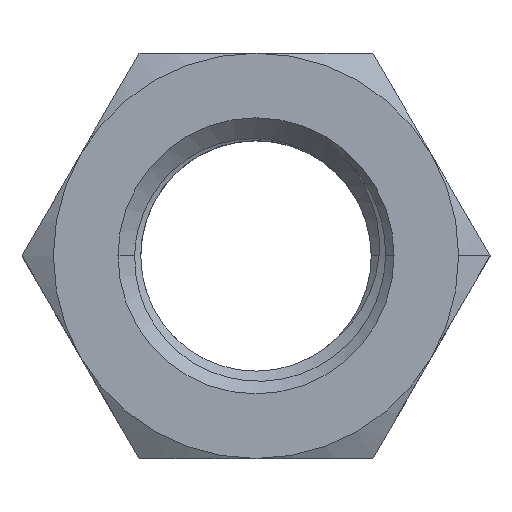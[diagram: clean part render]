
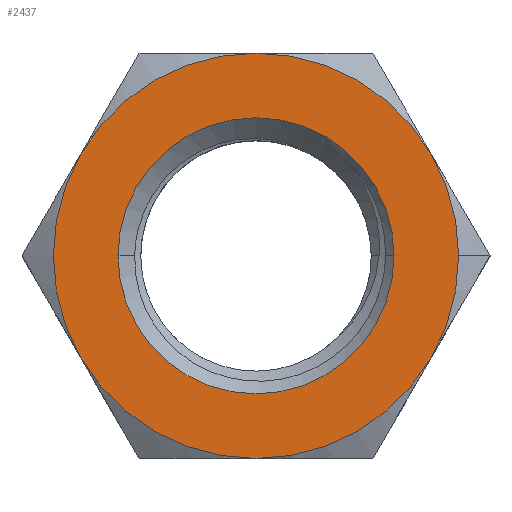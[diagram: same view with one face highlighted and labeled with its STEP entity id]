
A CAD part, top view. The second image highlights one B-rep face of the part: STEP entity #2437.
In plain terms, the highlighted planar face has unit normal (0, 0, 1).
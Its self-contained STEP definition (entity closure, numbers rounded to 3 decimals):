
#33 = DIRECTION ( 'NONE',  ( 0., 0., 1. ) ) ;
#79 = EDGE_CURVE ( 'NONE', #94, #517, #1654, .T. ) ;
#94 = VERTEX_POINT ( 'NONE', #581 ) ;
#105 = AXIS2_PLACEMENT_3D ( 'NONE', #2278, #2857, #1182 ) ;
#151 = CIRCLE ( 'NONE', #3042, 27.25 ) ;
#222 = EDGE_CURVE ( 'NONE', #584, #1397, #3196, .T. ) ;
#247 = ORIENTED_EDGE ( 'NONE', *, *, #222, .T. ) ;
#271 = PLANE ( 'NONE',  #694 ) ;
#288 = CIRCLE ( 'NONE', #1695, 27.25 ) ;
#300 = CARTESIAN_POINT ( 'NONE',  ( 0., 0., 42. ) ) ;
#381 = VERTEX_POINT ( 'NONE', #2758 ) ;
#457 = EDGE_CURVE ( 'NONE', #1397, #702, #932, .T. ) ;
#484 = EDGE_CURVE ( 'NONE', #381, #3057, #288, .T. ) ;
#517 = VERTEX_POINT ( 'NONE', #1800 ) ;
#580 = CARTESIAN_POINT ( 'NONE',  ( 40., 0., 42. ) ) ;
#581 = CARTESIAN_POINT ( 'NONE',  ( -34.641, -20., 42. ) ) ;
#584 = VERTEX_POINT ( 'NONE', #580 ) ;
#694 = AXIS2_PLACEMENT_3D ( 'NONE', #2506, #2265, #784 ) ;
#702 = VERTEX_POINT ( 'NONE', #2547 ) ;
#704 = DIRECTION ( 'NONE',  ( 1., 0., 0. ) ) ;
#746 = CIRCLE ( 'NONE', #1710, 40. ) ;
#781 = DIRECTION ( 'NONE',  ( 1., 0., 0. ) ) ;
#782 = ORIENTED_EDGE ( 'NONE', *, *, #909, .T. ) ;
#784 = DIRECTION ( 'NONE',  ( 1., 0., 0. ) ) ;
#869 = DIRECTION ( 'NONE',  ( 0., 0., 1. ) ) ;
#909 = EDGE_CURVE ( 'NONE', #3057, #381, #151, .T. ) ;
#932 = CIRCLE ( 'NONE', #2778, 40. ) ;
#965 = DIRECTION ( 'NONE',  ( 1., 0., 0. ) ) ;
#1010 = CARTESIAN_POINT ( 'NONE',  ( 0., 0., 42. ) ) ;
#1046 = EDGE_CURVE ( 'NONE', #2014, #584, #746, .T. ) ;
#1063 = DIRECTION ( 'NONE',  ( 1., 0., 0. ) ) ;
#1131 = DIRECTION ( 'NONE',  ( 0., 0., -1. ) ) ;
#1145 = ORIENTED_EDGE ( 'NONE', *, *, #79, .T. ) ;
#1153 = DIRECTION ( 'NONE',  ( 0., 0., 1. ) ) ;
#1182 = DIRECTION ( 'NONE',  ( 1., 0., 0. ) ) ;
#1185 = ORIENTED_EDGE ( 'NONE', *, *, #1826, .T. ) ;
#1206 = EDGE_CURVE ( 'NONE', #702, #2179, #1513, .T. ) ;
#1231 = CARTESIAN_POINT ( 'NONE',  ( -34.641, 20., 42. ) ) ;
#1261 = DIRECTION ( 'NONE',  ( 0., 0., 1. ) ) ;
#1397 = VERTEX_POINT ( 'NONE', #2889 ) ;
#1430 = AXIS2_PLACEMENT_3D ( 'NONE', #1844, #869, #2389 ) ;
#1513 = CIRCLE ( 'NONE', #1777, 40. ) ;
#1556 = DIRECTION ( 'NONE',  ( 0., 0., -1. ) ) ;
#1576 = ORIENTED_EDGE ( 'NONE', *, *, #484, .T. ) ;
#1584 = AXIS2_PLACEMENT_3D ( 'NONE', #2700, #1153, #704 ) ;
#1654 = CIRCLE ( 'NONE', #1430, 40. ) ;
#1686 = ORIENTED_EDGE ( 'NONE', *, *, #1803, .T. ) ;
#1695 = AXIS2_PLACEMENT_3D ( 'NONE', #300, #1556, #1063 ) ;
#1710 = AXIS2_PLACEMENT_3D ( 'NONE', #1010, #2788, #2492 ) ;
#1744 = ORIENTED_EDGE ( 'NONE', *, *, #1046, .T. ) ;
#1748 = CARTESIAN_POINT ( 'NONE',  ( 0., 0., 42. ) ) ;
#1772 = ORIENTED_EDGE ( 'NONE', *, *, #1206, .T. ) ;
#1777 = AXIS2_PLACEMENT_3D ( 'NONE', #2538, #33, #2022 ) ;
#1800 = CARTESIAN_POINT ( 'NONE',  ( 0., -40., 42. ) ) ;
#1803 = EDGE_CURVE ( 'NONE', #2179, #94, #3078, .T. ) ;
#1826 = EDGE_CURVE ( 'NONE', #517, #2014, #2659, .T. ) ;
#1844 = CARTESIAN_POINT ( 'NONE',  ( 0., 0., 42. ) ) ;
#1879 = CARTESIAN_POINT ( 'NONE',  ( -27.25, 0., 42. ) ) ;
#2014 = VERTEX_POINT ( 'NONE', #3017 ) ;
#2022 = DIRECTION ( 'NONE',  ( 1., 0., 0. ) ) ;
#2179 = VERTEX_POINT ( 'NONE', #1231 ) ;
#2265 = DIRECTION ( 'NONE',  ( 0., 0., 1. ) ) ;
#2278 = CARTESIAN_POINT ( 'NONE',  ( 0., 0., 42. ) ) ;
#2389 = DIRECTION ( 'NONE',  ( 1., 0., 0. ) ) ;
#2410 = DIRECTION ( 'NONE',  ( 1., 0., 0. ) ) ;
#2437 = ADVANCED_FACE ( 'NONE', ( #3119, #2881 ), #271, .T. ) ;
#2492 = DIRECTION ( 'NONE',  ( 1., 0., 0. ) ) ;
#2506 = CARTESIAN_POINT ( 'NONE',  ( 0., 0., 42. ) ) ;
#2538 = CARTESIAN_POINT ( 'NONE',  ( 0., 0., 42. ) ) ;
#2547 = CARTESIAN_POINT ( 'NONE',  ( 0., 40., 42. ) ) ;
#2618 = AXIS2_PLACEMENT_3D ( 'NONE', #3187, #2699, #965 ) ;
#2659 = CIRCLE ( 'NONE', #2618, 40. ) ;
#2699 = DIRECTION ( 'NONE',  ( 0., 0., 1. ) ) ;
#2700 = CARTESIAN_POINT ( 'NONE',  ( 0., 0., 42. ) ) ;
#2734 = ORIENTED_EDGE ( 'NONE', *, *, #457, .T. ) ;
#2758 = CARTESIAN_POINT ( 'NONE',  ( 27.25, 0., 42. ) ) ;
#2778 = AXIS2_PLACEMENT_3D ( 'NONE', #1748, #1261, #781 ) ;
#2788 = DIRECTION ( 'NONE',  ( 0., 0., 1. ) ) ;
#2857 = DIRECTION ( 'NONE',  ( 0., 0., 1. ) ) ;
#2881 = FACE_OUTER_BOUND ( 'NONE', #3136, .T. ) ;
#2889 = CARTESIAN_POINT ( 'NONE',  ( 34.641, 20., 42. ) ) ;
#2895 = EDGE_LOOP ( 'NONE', ( #1576, #782 ) ) ;
#2923 = CARTESIAN_POINT ( 'NONE',  ( 0., 0., 42. ) ) ;
#3017 = CARTESIAN_POINT ( 'NONE',  ( 34.641, -20., 42. ) ) ;
#3042 = AXIS2_PLACEMENT_3D ( 'NONE', #2923, #1131, #2410 ) ;
#3057 = VERTEX_POINT ( 'NONE', #1879 ) ;
#3078 = CIRCLE ( 'NONE', #105, 40. ) ;
#3119 = FACE_BOUND ( 'NONE', #2895, .T. ) ;
#3136 = EDGE_LOOP ( 'NONE', ( #1744, #247, #2734, #1772, #1686, #1145, #1185 ) ) ;
#3187 = CARTESIAN_POINT ( 'NONE',  ( 0., 0., 42. ) ) ;
#3196 = CIRCLE ( 'NONE', #1584, 40. ) ;
